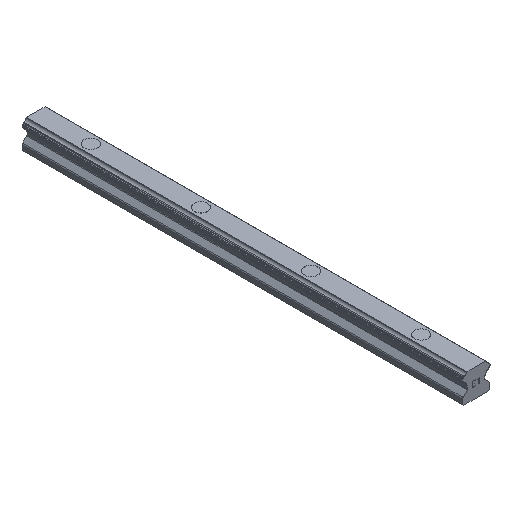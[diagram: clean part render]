
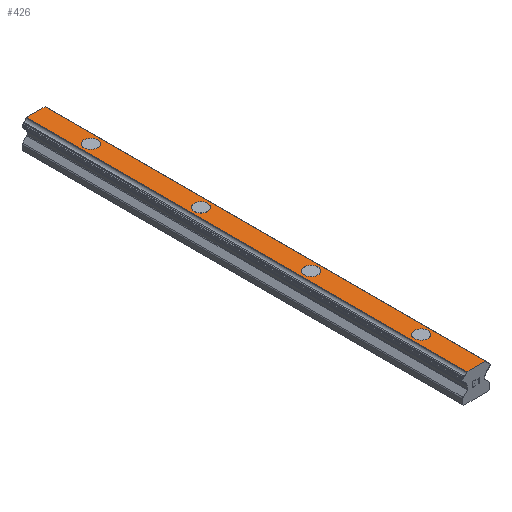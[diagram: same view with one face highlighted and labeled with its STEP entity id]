
A CAD part, isometric view. The second image highlights one B-rep face of the part: STEP entity #426.
In plain terms, the highlighted planar face has unit normal (0, 0, 1).
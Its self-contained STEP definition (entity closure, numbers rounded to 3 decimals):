
#426=ADVANCED_FACE('',(#879,#880,#881,#882,#883),#884,.T.);
#879=FACE_BOUND('',#1356,.T.);
#880=FACE_BOUND('',#1357,.T.);
#881=FACE_BOUND('',#1358,.T.);
#882=FACE_BOUND('',#1359,.T.);
#883=FACE_OUTER_BOUND('',#1360,.T.);
#884=PLANE('',#1361);
#1356=EDGE_LOOP('',(#2622,#2623));
#1357=EDGE_LOOP('',(#2624,#2625));
#1358=EDGE_LOOP('',(#2626,#2627));
#1359=EDGE_LOOP('',(#2628,#2629));
#1360=EDGE_LOOP('',(#2630,#2631,#2632,#2633));
#1361=AXIS2_PLACEMENT_3D('',#2634,#2635,#2636);
#2622=ORIENTED_EDGE('',*,*,#2883,.T.);
#2623=ORIENTED_EDGE('',*,*,#3273,.T.);
#2624=ORIENTED_EDGE('',*,*,#2873,.T.);
#2625=ORIENTED_EDGE('',*,*,#3279,.T.);
#2626=ORIENTED_EDGE('',*,*,#2863,.T.);
#2627=ORIENTED_EDGE('',*,*,#3285,.T.);
#2628=ORIENTED_EDGE('',*,*,#2853,.T.);
#2629=ORIENTED_EDGE('',*,*,#3291,.T.);
#2630=ORIENTED_EDGE('',*,*,#3248,.T.);
#2631=ORIENTED_EDGE('',*,*,#3346,.F.);
#2632=ORIENTED_EDGE('',*,*,#3110,.T.);
#2633=ORIENTED_EDGE('',*,*,#3344,.T.);
#2634=CARTESIAN_POINT('',(0.,240.0,15.));
#2635=DIRECTION('',(0.0,0.0,1.0));
#2636=DIRECTION('',(-1.0,0.0,0.0));
#2853=EDGE_CURVE('',#3410,#3407,#3411,.T.);
#2863=EDGE_CURVE('',#3428,#3425,#3429,.T.);
#2873=EDGE_CURVE('',#3446,#3443,#3447,.T.);
#2883=EDGE_CURVE('',#3464,#3461,#3465,.T.);
#3110=EDGE_CURVE('',#3811,#3809,#3812,.T.);
#3248=EDGE_CURVE('',#4042,#4040,#4043,.T.);
#3273=EDGE_CURVE('',#3461,#3464,#4090,.T.);
#3279=EDGE_CURVE('',#3443,#3446,#4096,.T.);
#3285=EDGE_CURVE('',#3425,#3428,#4102,.T.);
#3291=EDGE_CURVE('',#3407,#3410,#4108,.T.);
#3344=EDGE_CURVE('',#3809,#4042,#4161,.T.);
#3346=EDGE_CURVE('',#3811,#4040,#4163,.T.);
#3407=VERTEX_POINT('',#4226);
#3410=VERTEX_POINT('',#4230);
#3411=CIRCLE('',#4231,3.75);
#3425=VERTEX_POINT('',#4248);
#3428=VERTEX_POINT('',#4252);
#3429=CIRCLE('',#4253,3.75);
#3443=VERTEX_POINT('',#4270);
#3446=VERTEX_POINT('',#4274);
#3447=CIRCLE('',#4275,3.75);
#3461=VERTEX_POINT('',#4292);
#3464=VERTEX_POINT('',#4296);
#3465=CIRCLE('',#4297,3.75);
#3809=VERTEX_POINT('',#4775);
#3811=VERTEX_POINT('',#4778);
#3812=LINE('',#4779,#4780);
#4040=VERTEX_POINT('',#5094);
#4042=VERTEX_POINT('',#5097);
#4043=LINE('',#5098,#5099);
#4090=CIRCLE('',#5156,3.75);
#4096=CIRCLE('',#5162,3.75);
#4102=CIRCLE('',#5168,3.75);
#4108=CIRCLE('',#5174,3.75);
#4161=LINE('',#5251,#5252);
#4163=LINE('',#5254,#5255);
#4226=CARTESIAN_POINT('',(3.75,30.0,15.));
#4230=CARTESIAN_POINT('',(-3.75,30.0,15.));
#4231=AXIS2_PLACEMENT_3D('',#5339,#5340,#5341);
#4248=CARTESIAN_POINT('',(3.75,90.0,15.));
#4252=CARTESIAN_POINT('',(-3.75,90.0,15.));
#4253=AXIS2_PLACEMENT_3D('',#5355,#5356,#5357);
#4270=CARTESIAN_POINT('',(3.75,150.0,15.));
#4274=CARTESIAN_POINT('',(-3.75,150.0,15.));
#4275=AXIS2_PLACEMENT_3D('',#5371,#5372,#5373);
#4292=CARTESIAN_POINT('',(3.75,210.0,15.));
#4296=CARTESIAN_POINT('',(-3.75,210.0,15.));
#4297=AXIS2_PLACEMENT_3D('',#5387,#5388,#5389);
#4775=CARTESIAN_POINT('',(-5.049,240.0,15.));
#4778=CARTESIAN_POINT('',(5.049,240.0,15.));
#4779=CARTESIAN_POINT('',(5.049,240.0,15.));
#4780=VECTOR('',#5627,1.0);
#5094=CARTESIAN_POINT('',(5.049,0.0,15.));
#5097=CARTESIAN_POINT('',(-5.049,0.0,15.));
#5098=CARTESIAN_POINT('',(5.049,0.0,15.));
#5099=VECTOR('',#5793,1.0);
#5156=AXIS2_PLACEMENT_3D('',#5843,#5844,#5845);
#5162=AXIS2_PLACEMENT_3D('',#5852,#5853,#5854);
#5168=AXIS2_PLACEMENT_3D('',#5861,#5862,#5863);
#5174=AXIS2_PLACEMENT_3D('',#5870,#5871,#5872);
#5251=CARTESIAN_POINT('',(-5.049,240.0,15.));
#5252=VECTOR('',#5903,1.0);
#5254=CARTESIAN_POINT('',(5.049,240.0,15.));
#5255=VECTOR('',#5904,1.0);
#5339=CARTESIAN_POINT('',(0.0,30.0,15.));
#5340=DIRECTION('',(0.0,0.0,-1.0));
#5341=DIRECTION('',(1.0,0.0,0.0));
#5355=CARTESIAN_POINT('',(0.0,90.0,15.));
#5356=DIRECTION('',(0.0,0.0,-1.0));
#5357=DIRECTION('',(1.0,0.0,0.0));
#5371=CARTESIAN_POINT('',(0.0,150.0,15.));
#5372=DIRECTION('',(0.0,0.0,-1.0));
#5373=DIRECTION('',(1.0,0.0,0.0));
#5387=CARTESIAN_POINT('',(0.0,210.0,15.));
#5388=DIRECTION('',(0.0,0.0,-1.0));
#5389=DIRECTION('',(1.0,0.0,0.0));
#5627=DIRECTION('',(-1.0,0.0,0.0));
#5793=DIRECTION('',(1.0,0.0,0.0));
#5843=CARTESIAN_POINT('',(0.0,210.0,15.));
#5844=DIRECTION('',(0.0,0.0,-1.0));
#5845=DIRECTION('',(1.0,0.0,0.0));
#5852=CARTESIAN_POINT('',(0.0,150.0,15.));
#5853=DIRECTION('',(0.0,0.0,-1.0));
#5854=DIRECTION('',(1.0,0.0,0.0));
#5861=CARTESIAN_POINT('',(0.0,90.0,15.));
#5862=DIRECTION('',(0.0,0.0,-1.0));
#5863=DIRECTION('',(1.0,0.0,0.0));
#5870=CARTESIAN_POINT('',(0.0,30.0,15.));
#5871=DIRECTION('',(0.0,0.0,-1.0));
#5872=DIRECTION('',(1.0,0.0,0.0));
#5903=DIRECTION('',(0.0,-1.0,0.0));
#5904=DIRECTION('',(0.0,-1.0,0.0));
